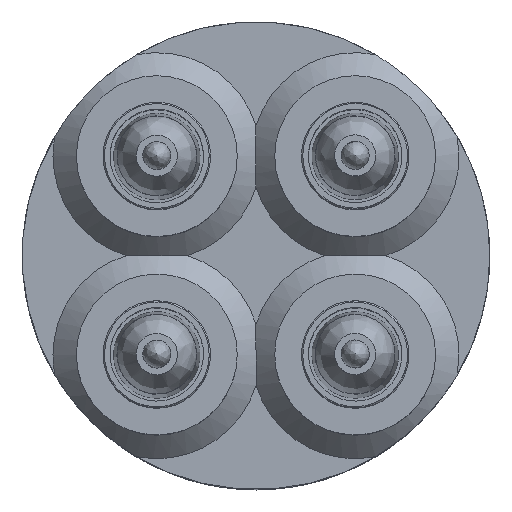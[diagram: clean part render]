
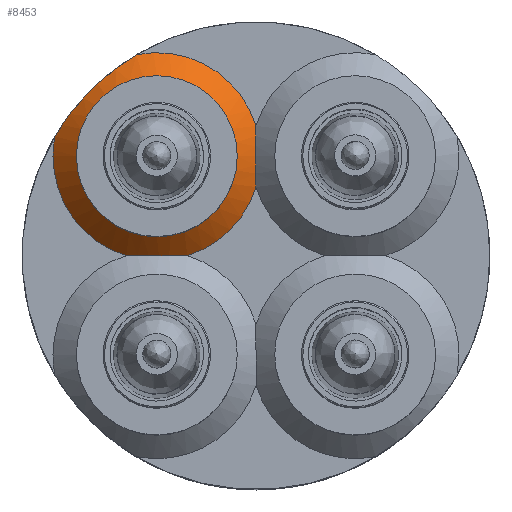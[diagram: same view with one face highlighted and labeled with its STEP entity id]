
A CAD part, top view. The second image highlights one B-rep face of the part: STEP entity #8453.
In plain terms, the highlighted conical face has half-angle 45 degrees and reference radius 19.7 mm.
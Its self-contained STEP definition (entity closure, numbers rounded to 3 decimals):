
#258=CONICAL_SURFACE('',#9491,19.7,0.785);
#321=B_SPLINE_CURVE_WITH_KNOTS('',3,(#15142,#15143,#15144,#15145,#15146,
#15147),.UNSPECIFIED.,.F.,.F.,(4,2,4),(1.942,1.95,
2.599),.UNSPECIFIED.);
#324=B_SPLINE_CURVE_WITH_KNOTS('',3,(#15178,#15179,#15180,#15181,#15182,
#15183),.UNSPECIFIED.,.F.,.F.,(4,2,4),(2.599,3.249,
3.256),.UNSPECIFIED.);
#328=B_SPLINE_CURVE_WITH_KNOTS('',3,(#15247,#15248,#15249,#15250,#15251,
#15252,#15253,#15254,#15255,#15256),.UNSPECIFIED.,.F.,.F.,(4,2,2,2,4),(1.942,
1.95,2.599,3.249,3.256),
 .UNSPECIFIED.);
#329=B_SPLINE_CURVE_WITH_KNOTS('',3,(#15258,#15259,#15260,#15261,#15262,
#15263,#15264,#15265,#15266,#15267,#15268,#15269,#15270,#15271),
 .UNSPECIFIED.,.F.,.F.,(4,2,2,2,2,2,4),(4.053,4.353,
4.804,5.254,5.705,6.155,6.456),
 .UNSPECIFIED.);
#1198=FACE_OUTER_BOUND('',#1714,.T.);
#1714=EDGE_LOOP('',(#7610,#7611,#7612,#7613,#7614,#7615,#7616,#7617,#7618,
#7619,#7620,#7621));
#2444=LINE('',#15244,#3189);
#3189=VECTOR('',#11762,19.7);
#3600=CIRCLE('',#9481,22.2);
#3603=CIRCLE('',#9485,22.2);
#3607=CIRCLE('',#9492,17.2);
#3608=CIRCLE('',#9493,17.2);
#3609=CIRCLE('',#9494,22.2);
#3610=CIRCLE('',#9495,22.2);
#4319=VERTEX_POINT('',#15139);
#4320=VERTEX_POINT('',#15141);
#4325=VERTEX_POINT('',#15176);
#4333=VERTEX_POINT('',#15223);
#4334=VERTEX_POINT('',#15227);
#4337=VERTEX_POINT('',#15239);
#4338=VERTEX_POINT('',#15240);
#4339=VERTEX_POINT('',#15243);
#4340=VERTEX_POINT('',#15245);
#4341=VERTEX_POINT('',#15257);
#5428=EDGE_CURVE('',#4320,#4319,#321,.T.);
#5434=EDGE_CURVE('',#4319,#4325,#324,.T.);
#5444=EDGE_CURVE('',#4333,#4320,#3600,.T.);
#5447=EDGE_CURVE('',#4325,#4334,#3603,.T.);
#5452=EDGE_CURVE('',#4337,#4338,#3607,.T.);
#5453=EDGE_CURVE('',#4338,#4337,#3608,.T.);
#5454=EDGE_CURVE('',#4337,#4339,#2444,.T.);
#5455=EDGE_CURVE('',#4339,#4340,#3609,.T.);
#5456=EDGE_CURVE('',#4333,#4340,#328,.T.);
#5457=EDGE_CURVE('',#4341,#4334,#329,.F.);
#5458=EDGE_CURVE('',#4341,#4339,#3610,.T.);
#7610=ORIENTED_EDGE('',*,*,#5452,.T.);
#7611=ORIENTED_EDGE('',*,*,#5453,.T.);
#7612=ORIENTED_EDGE('',*,*,#5454,.T.);
#7613=ORIENTED_EDGE('',*,*,#5455,.T.);
#7614=ORIENTED_EDGE('',*,*,#5456,.F.);
#7615=ORIENTED_EDGE('',*,*,#5444,.T.);
#7616=ORIENTED_EDGE('',*,*,#5428,.T.);
#7617=ORIENTED_EDGE('',*,*,#5434,.T.);
#7618=ORIENTED_EDGE('',*,*,#5447,.T.);
#7619=ORIENTED_EDGE('',*,*,#5457,.F.);
#7620=ORIENTED_EDGE('',*,*,#5458,.T.);
#7621=ORIENTED_EDGE('',*,*,#5454,.F.);
#8453=ADVANCED_FACE('',(#1198),#258,.T.);
#9481=AXIS2_PLACEMENT_3D('',#15224,#11735,#11736);
#9485=AXIS2_PLACEMENT_3D('',#15229,#11743,#11744);
#9491=AXIS2_PLACEMENT_3D('',#15238,#11756,#11757);
#9492=AXIS2_PLACEMENT_3D('',#15241,#11758,#11759);
#9493=AXIS2_PLACEMENT_3D('',#15242,#11760,#11761);
#9494=AXIS2_PLACEMENT_3D('',#15246,#11763,#11764);
#9495=AXIS2_PLACEMENT_3D('',#15272,#11765,#11766);
#11735=DIRECTION('center_axis',(0.,0.,1.));
#11736=DIRECTION('ref_axis',(-1.,0.,0.));
#11743=DIRECTION('center_axis',(0.,0.,1.));
#11744=DIRECTION('ref_axis',(-1.,0.,0.));
#11756=DIRECTION('center_axis',(0.,0.,-1.));
#11757=DIRECTION('ref_axis',(-1.,0.,0.));
#11758=DIRECTION('center_axis',(0.,0.,-1.));
#11759=DIRECTION('ref_axis',(-1.,0.,0.));
#11760=DIRECTION('center_axis',(0.,0.,-1.));
#11761=DIRECTION('ref_axis',(-1.,0.,0.));
#11762=DIRECTION('',(0.707,0.,-0.707));
#11763=DIRECTION('center_axis',(0.,0.,1.));
#11764=DIRECTION('ref_axis',(-1.,0.,0.));
#11765=DIRECTION('center_axis',(0.,0.,1.));
#11766=DIRECTION('ref_axis',(-1.,0.,0.));
#15139=CARTESIAN_POINT('',(0.,-21.213,15.987));
#15141=CARTESIAN_POINT('',(0.,-14.668,15.));
#15142=CARTESIAN_POINT('Ctrl Pts',(0.,-14.668,
15.));
#15143=CARTESIAN_POINT('Ctrl Pts',(0.,-14.692,
15.007));
#15144=CARTESIAN_POINT('Ctrl Pts',(0.,-14.715,
15.014));
#15145=CARTESIAN_POINT('Ctrl Pts',(0.,-16.876,
15.645));
#15146=CARTESIAN_POINT('Ctrl Pts',(0.,-19.047,
15.987));
#15147=CARTESIAN_POINT('Ctrl Pts',(0.,-21.213,
15.987));
#15176=CARTESIAN_POINT('',(0.,-27.758,15.));
#15178=CARTESIAN_POINT('Ctrl Pts',(0.,-21.213,
15.987));
#15179=CARTESIAN_POINT('Ctrl Pts',(0.,-23.379,
15.987));
#15180=CARTESIAN_POINT('Ctrl Pts',(0.,-25.55,
15.645));
#15181=CARTESIAN_POINT('Ctrl Pts',(0.,-27.711,
15.014));
#15182=CARTESIAN_POINT('Ctrl Pts',(0.,-27.735,
15.007));
#15183=CARTESIAN_POINT('Ctrl Pts',(0.,-27.758,
15.));
#15223=CARTESIAN_POINT('',(14.668,0.,15.));
#15224=CARTESIAN_POINT('Origin',(21.213,-21.213,15.));
#15227=CARTESIAN_POINT('',(25.534,-42.989,15.));
#15229=CARTESIAN_POINT('Origin',(21.213,-21.213,15.));
#15238=CARTESIAN_POINT('Origin',(21.213,-21.213,17.5));
#15239=CARTESIAN_POINT('',(38.413,-21.213,20.));
#15240=CARTESIAN_POINT('',(4.013,-21.213,20.));
#15241=CARTESIAN_POINT('Origin',(21.213,-21.213,20.));
#15242=CARTESIAN_POINT('Origin',(21.213,-21.213,20.));
#15243=CARTESIAN_POINT('',(43.413,-21.213,15.));
#15244=CARTESIAN_POINT('',(40.913,-21.213,17.5));
#15245=CARTESIAN_POINT('',(27.758,0.,15.));
#15246=CARTESIAN_POINT('Origin',(21.213,-21.213,15.));
#15247=CARTESIAN_POINT('Ctrl Pts',(14.668,0.,
15.));
#15248=CARTESIAN_POINT('Ctrl Pts',(14.692,0.,
15.007));
#15249=CARTESIAN_POINT('Ctrl Pts',(14.715,0.,
15.014));
#15250=CARTESIAN_POINT('Ctrl Pts',(16.876,0.,
15.645));
#15251=CARTESIAN_POINT('Ctrl Pts',(19.047,0.,
15.987));
#15252=CARTESIAN_POINT('Ctrl Pts',(23.379,0.,
15.987));
#15253=CARTESIAN_POINT('Ctrl Pts',(25.55,0.,
15.645));
#15254=CARTESIAN_POINT('Ctrl Pts',(27.711,0.,
15.014));
#15255=CARTESIAN_POINT('Ctrl Pts',(27.735,0.,
15.007));
#15256=CARTESIAN_POINT('Ctrl Pts',(27.758,0.,
15.));
#15257=CARTESIAN_POINT('',(42.989,-25.534,15.));
#15258=CARTESIAN_POINT('Ctrl Pts',(25.534,-42.989,15.));
#15259=CARTESIAN_POINT('Ctrl Pts',(26.412,-42.467,15.341));
#15260=CARTESIAN_POINT('Ctrl Pts',(27.288,-41.91,15.654));
#15261=CARTESIAN_POINT('Ctrl Pts',(29.45,-40.437,16.341));
#15262=CARTESIAN_POINT('Ctrl Pts',(30.721,-39.48,16.666));
#15263=CARTESIAN_POINT('Ctrl Pts',(33.143,-37.47,17.096));
#15264=CARTESIAN_POINT('Ctrl Pts',(34.293,-36.417,17.2));
#15265=CARTESIAN_POINT('Ctrl Pts',(36.417,-34.293,17.2));
#15266=CARTESIAN_POINT('Ctrl Pts',(37.47,-33.143,17.096));
#15267=CARTESIAN_POINT('Ctrl Pts',(39.48,-30.721,16.666));
#15268=CARTESIAN_POINT('Ctrl Pts',(40.437,-29.45,16.341));
#15269=CARTESIAN_POINT('Ctrl Pts',(41.91,-27.288,15.654));
#15270=CARTESIAN_POINT('Ctrl Pts',(42.467,-26.412,15.341));
#15271=CARTESIAN_POINT('Ctrl Pts',(42.989,-25.534,15.));
#15272=CARTESIAN_POINT('Origin',(21.213,-21.213,15.));
